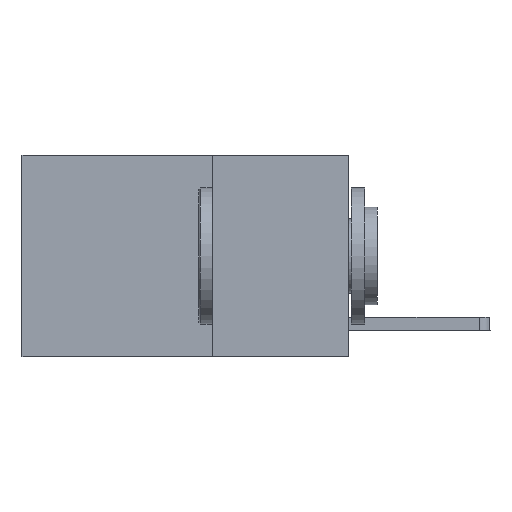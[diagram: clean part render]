
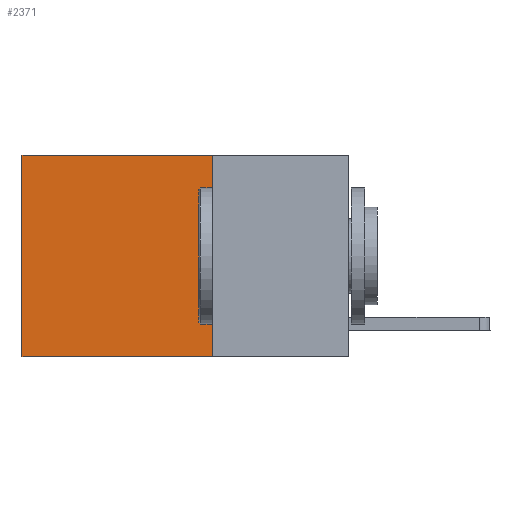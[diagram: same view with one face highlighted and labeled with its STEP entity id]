
A CAD part, left-side view. The second image highlights one B-rep face of the part: STEP entity #2371.
In plain terms, the highlighted planar face has unit normal (-1, 0, 0).
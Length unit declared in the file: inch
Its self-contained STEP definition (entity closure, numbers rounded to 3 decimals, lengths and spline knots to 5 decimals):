
#318 = CARTESIAN_POINT ( 'NONE',  ( 0.2625, 0.25, 0. ) ) ;
#547 = ORIENTED_EDGE ( 'NONE', *, *, #9423, .F. ) ;
#746 = ORIENTED_EDGE ( 'NONE', *, *, #10762, .T. ) ;
#801 = DIRECTION ( 'NONE',  ( 0., 0., -1. ) ) ;
#850 = CARTESIAN_POINT ( 'NONE',  ( 0.2625, 0.6, 0. ) ) ;
#996 = CARTESIAN_POINT ( 'NONE',  ( 0.2625, 0.6, 0. ) ) ;
#1212 = CARTESIAN_POINT ( 'NONE',  ( 0.2625, 0.6, -0.37 ) ) ;
#1337 = AXIS2_PLACEMENT_3D ( 'NONE', #1561, #4982, #10938 ) ;
#1561 = CARTESIAN_POINT ( 'NONE',  ( 0.2625, 0.25, 0. ) ) ;
#1933 = EDGE_CURVE ( 'NONE', #8681, #3092, #5659, .T. ) ;
#2118 = CARTESIAN_POINT ( 'NONE',  ( 0.2625, 0.25, -0.37 ) ) ;
#2361 = EDGE_LOOP ( 'NONE', ( #746, #547, #8141, #3108 ) ) ;
#2371 = ADVANCED_FACE ( 'NONE', ( #6647 ), #9207, .F. ) ;
#2396 = VECTOR ( 'NONE', #801, 39.37008 ) ;
#2465 = DIRECTION ( 'NONE',  ( 0., 1., 0. ) ) ;
#2777 = VECTOR ( 'NONE', #2465, 39.37008 ) ;
#3092 = VERTEX_POINT ( 'NONE', #996 ) ;
#3108 = ORIENTED_EDGE ( 'NONE', *, *, #1933, .T. ) ;
#3614 = LINE ( 'NONE', #850, #4129 ) ;
#4129 = VECTOR ( 'NONE', #10013, 39.37008 ) ;
#4453 = VERTEX_POINT ( 'NONE', #1212 ) ;
#4646 = VECTOR ( 'NONE', #6167, 39.37008 ) ;
#4882 = CARTESIAN_POINT ( 'NONE',  ( 0.2625, 0.25, 0. ) ) ;
#4982 = DIRECTION ( 'NONE',  ( 1., 0., 0. ) ) ;
#5066 = CARTESIAN_POINT ( 'NONE',  ( 0.2625, 0.25, 0. ) ) ;
#5335 = CARTESIAN_POINT ( 'NONE',  ( 0.2625, 0.25, -0.37 ) ) ;
#5659 = LINE ( 'NONE', #4882, #2777 ) ;
#5750 = LINE ( 'NONE', #5066, #2396 ) ;
#6167 = DIRECTION ( 'NONE',  ( 0., 1., 0. ) ) ;
#6554 = EDGE_CURVE ( 'NONE', #8681, #9525, #5750, .T. ) ;
#6647 = FACE_OUTER_BOUND ( 'NONE', #2361, .T. ) ;
#8141 = ORIENTED_EDGE ( 'NONE', *, *, #6554, .F. ) ;
#8681 = VERTEX_POINT ( 'NONE', #318 ) ;
#9207 = PLANE ( 'NONE',  #1337 ) ;
#9423 = EDGE_CURVE ( 'NONE', #9525, #4453, #10400, .T. ) ;
#9525 = VERTEX_POINT ( 'NONE', #2118 ) ;
#10013 = DIRECTION ( 'NONE',  ( 0., 0., -1. ) ) ;
#10400 = LINE ( 'NONE', #5335, #4646 ) ;
#10762 = EDGE_CURVE ( 'NONE', #3092, #4453, #3614, .T. ) ;
#10938 = DIRECTION ( 'NONE',  ( 0., 0., -1. ) ) ;
